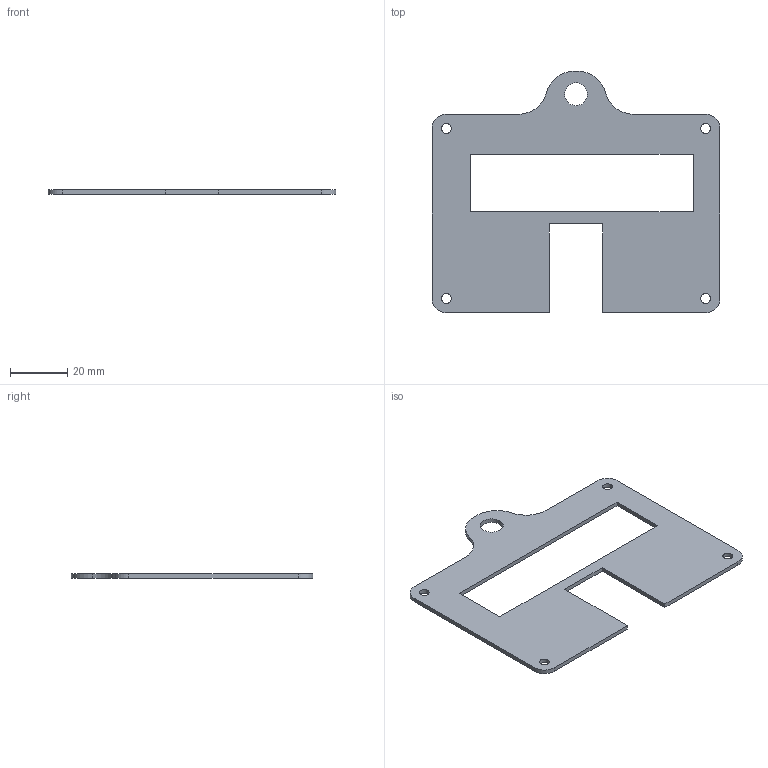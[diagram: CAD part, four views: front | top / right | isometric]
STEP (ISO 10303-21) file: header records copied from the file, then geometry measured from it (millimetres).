
FILE_DESCRIPTION(/* description */ ('STEP AP242','CAx-IF Rec.Pracs.---Representation and Presentation of Product Manufacturing Information (PMI)---4.0---2014-10-13','CAx-IF Rec.Pracs.---3D Tessellated Geometry---0.4---2014-09-14','2;1'),/* implementation_level */ '2;1');
FILE_NAME(/* name */ '67ae8f93151f8a26a904679d',/* time_stamp */ '2025-02-14T00:34:28Z',/* author */ (''),/* organization */ (''),/* preprocessor_version */ 'ST-DEVELOPER v20',/* originating_system */ 'ONSHAPE BY PTC INC, 1.193',/* authorisation */ ' ');
FILE_SCHEMA (('AP242_MANAGED_MODEL_BASED_3D_ENGINEERING_MIM_LF { 1 0 10303 442 1 1 4 }'));
Length unit declared in the file: metre
Products named in the file (1): Part 1
Bounding box: 100.41 x 84.26 x 1.5 mm (x, y, z)
Volume: 7525.1 mm3; surface area: 11092.5 mm2
Topology: 1 solids, 1 shells, 169 faces, 468 edges, 312 vertices
Faces by surface type: plane 102, cylinder 38, bspline 29
Full cylindrical faces by diameter (mm): 3.4 x4, 8 x1
Entity records: 5495 total; most frequent: CARTESIAN_POINT 1264, ORIENTED_EDGE 926, DIRECTION 763, EDGE_CURVE 463, LINE 329, VECTOR 329, VERTEX_POINT 312, AXIS2_PLACEMENT_3D 217
